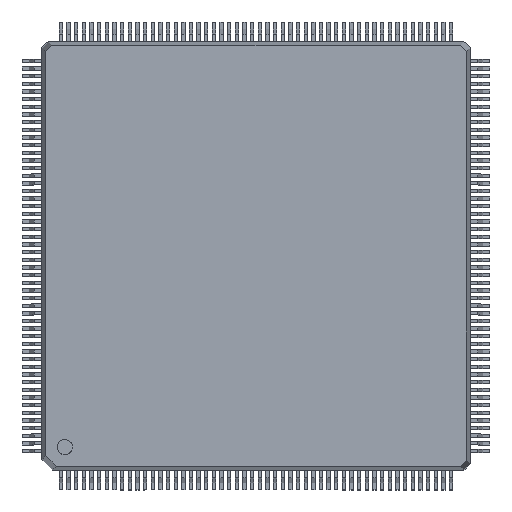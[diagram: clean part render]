
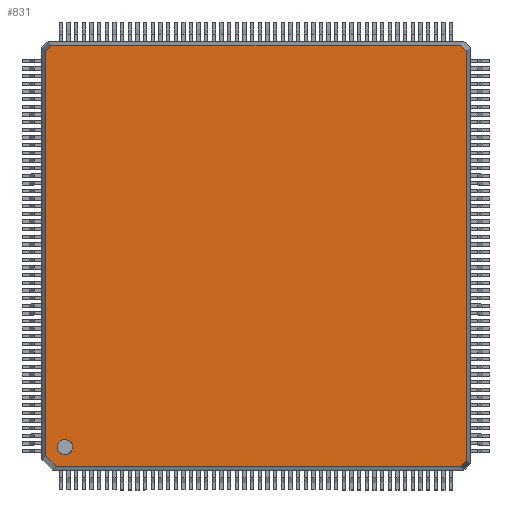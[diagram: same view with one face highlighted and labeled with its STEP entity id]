
A CAD part, top view. The second image highlights one B-rep face of the part: STEP entity #831.
In plain terms, the highlighted free-form (B-spline) face has degree [1, 1] with [2, 2] control points.
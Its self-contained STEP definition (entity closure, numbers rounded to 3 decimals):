
#660 = VERTEX_POINT('',#661);
#661 = CARTESIAN_POINT('',(-13.75,-13.063,4.));
#668 = VERTEX_POINT('',#669);
#669 = CARTESIAN_POINT('',(-13.75,13.357,4.));
#674 = EDGE_CURVE('',#660,#668,#675,.T.);
#675 = B_SPLINE_CURVE_WITH_KNOTS('',1,(#676,#677),.UNSPECIFIED.,.F.,.F.,
  (2,2),(0.,26.9),.PIECEWISE_BEZIER_KNOTS.);
#676 = CARTESIAN_POINT('',(-13.75,-13.063,4.));
#677 = CARTESIAN_POINT('',(-13.75,13.357,4.));
#690 = VERTEX_POINT('',#691);
#691 = CARTESIAN_POINT('',(-13.357,13.75,4.));
#696 = EDGE_CURVE('',#668,#690,#697,.T.);
#697 = B_SPLINE_CURVE_WITH_KNOTS('',1,(#698,#699),.UNSPECIFIED.,.F.,.F.,
  (2,2),(2.,3.),.PIECEWISE_BEZIER_KNOTS.);
#698 = CARTESIAN_POINT('',(-13.75,13.357,4.));
#699 = CARTESIAN_POINT('',(-13.357,13.75,4.));
#712 = VERTEX_POINT('',#713);
#713 = CARTESIAN_POINT('',(13.357,13.75,4.));
#718 = EDGE_CURVE('',#690,#712,#719,.T.);
#719 = B_SPLINE_CURVE_WITH_KNOTS('',1,(#720,#721),.UNSPECIFIED.,.F.,.F.,
  (2,2),(0.,27.2),.PIECEWISE_BEZIER_KNOTS.);
#720 = CARTESIAN_POINT('',(-13.357,13.75,4.));
#721 = CARTESIAN_POINT('',(13.357,13.75,4.));
#734 = VERTEX_POINT('',#735);
#735 = CARTESIAN_POINT('',(13.75,13.357,4.));
#740 = EDGE_CURVE('',#712,#734,#741,.T.);
#741 = B_SPLINE_CURVE_WITH_KNOTS('',1,(#742,#743),.UNSPECIFIED.,.F.,.F.,
  (2,2),(4.,5.),.PIECEWISE_BEZIER_KNOTS.);
#742 = CARTESIAN_POINT('',(13.357,13.75,4.));
#743 = CARTESIAN_POINT('',(13.75,13.357,4.));
#756 = VERTEX_POINT('',#757);
#757 = CARTESIAN_POINT('',(13.75,-13.357,4.));
#762 = EDGE_CURVE('',#734,#756,#763,.T.);
#763 = B_SPLINE_CURVE_WITH_KNOTS('',1,(#764,#765),.UNSPECIFIED.,.F.,.F.,
  (2,2),(0.,27.2),.PIECEWISE_BEZIER_KNOTS.);
#764 = CARTESIAN_POINT('',(13.75,13.357,4.));
#765 = CARTESIAN_POINT('',(13.75,-13.357,4.));
#778 = VERTEX_POINT('',#779);
#779 = CARTESIAN_POINT('',(13.357,-13.75,4.));
#784 = EDGE_CURVE('',#756,#778,#785,.T.);
#785 = B_SPLINE_CURVE_WITH_KNOTS('',1,(#786,#787),.UNSPECIFIED.,.F.,.F.,
  (2,2),(6.,7.),.PIECEWISE_BEZIER_KNOTS.);
#786 = CARTESIAN_POINT('',(13.75,-13.357,4.));
#787 = CARTESIAN_POINT('',(13.357,-13.75,4.));
#800 = VERTEX_POINT('',#801);
#801 = CARTESIAN_POINT('',(-13.063,-13.75,4.));
#806 = EDGE_CURVE('',#778,#800,#807,.T.);
#807 = B_SPLINE_CURVE_WITH_KNOTS('',1,(#808,#809),.UNSPECIFIED.,.F.,.F.,
  (2,2),(0.,26.9),.PIECEWISE_BEZIER_KNOTS.);
#808 = CARTESIAN_POINT('',(13.357,-13.75,4.));
#809 = CARTESIAN_POINT('',(-13.063,-13.75,4.));
#822 = EDGE_CURVE('',#800,#660,#823,.T.);
#823 = B_SPLINE_CURVE_WITH_KNOTS('',1,(#824,#825),.UNSPECIFIED.,.F.,.F.,
  (2,2),(0.,1.),.PIECEWISE_BEZIER_KNOTS.);
#824 = CARTESIAN_POINT('',(-13.063,-13.75,4.));
#825 = CARTESIAN_POINT('',(-13.75,-13.063,4.));
#831 = ADVANCED_FACE('',(#832,#842),#903,.F.);
#832 = FACE_BOUND('',#833,.F.);
#833 = EDGE_LOOP('',(#834,#835,#836,#837,#838,#839,#840,#841));
#834 = ORIENTED_EDGE('',*,*,#822,.T.);
#835 = ORIENTED_EDGE('',*,*,#674,.T.);
#836 = ORIENTED_EDGE('',*,*,#696,.T.);
#837 = ORIENTED_EDGE('',*,*,#718,.T.);
#838 = ORIENTED_EDGE('',*,*,#740,.T.);
#839 = ORIENTED_EDGE('',*,*,#762,.T.);
#840 = ORIENTED_EDGE('',*,*,#784,.T.);
#841 = ORIENTED_EDGE('',*,*,#806,.T.);
#842 = FACE_BOUND('',#843,.F.);
#843 = EDGE_LOOP('',(#844,#874));
#844 = ORIENTED_EDGE('',*,*,#845,.T.);
#845 = EDGE_CURVE('',#846,#848,#850,.T.);
#846 = VERTEX_POINT('',#847);
#847 = CARTESIAN_POINT('',(-12.,-12.5,4.));
#848 = VERTEX_POINT('',#849);
#849 = CARTESIAN_POINT('',(-12.974,-12.658,4.));
#850 = B_SPLINE_CURVE_WITH_KNOTS('',8,(#851,#852,#853,#854,#855,#856,
    #857,#858,#859,#860,#861,#862,#863,#864,#865,#866,#867,#868,#869,
    #870,#871,#872,#873),.UNSPECIFIED.,.F.,.F.,(9,7,7,9),(0.,
    0.475,0.74,1.),.UNSPECIFIED.);
#851 = CARTESIAN_POINT('',(-12.,-12.5,4.));
#852 = CARTESIAN_POINT('',(-12.,-12.397,4.));
#853 = CARTESIAN_POINT('',(-12.024,-12.294,4.));
#854 = CARTESIAN_POINT('',(-12.073,-12.198,4.));
#855 = CARTESIAN_POINT('',(-12.143,-12.115,4.));
#856 = CARTESIAN_POINT('',(-12.231,-12.051,4.));
#857 = CARTESIAN_POINT('',(-12.331,-12.01,4.));
#858 = CARTESIAN_POINT('',(-12.435,-11.994,4.));
#859 = CARTESIAN_POINT('',(-12.595,-12.006,4.));
#860 = CARTESIAN_POINT('',(-12.651,-12.018,4.));
#861 = CARTESIAN_POINT('',(-12.706,-12.037,4.));
#862 = CARTESIAN_POINT('',(-12.758,-12.063,4.));
#863 = CARTESIAN_POINT('',(-12.807,-12.096,4.));
#864 = CARTESIAN_POINT('',(-12.85,-12.135,4.));
#865 = CARTESIAN_POINT('',(-12.887,-12.179,4.));
#866 = CARTESIAN_POINT('',(-12.95,-12.274,4.));
#867 = CARTESIAN_POINT('',(-12.974,-12.325,4.));
#868 = CARTESIAN_POINT('',(-12.992,-12.379,4.));
#869 = CARTESIAN_POINT('',(-13.003,-12.435,4.));
#870 = CARTESIAN_POINT('',(-13.007,-12.492,4.));
#871 = CARTESIAN_POINT('',(-13.003,-12.549,4.));
#872 = CARTESIAN_POINT('',(-12.992,-12.605,4.));
#873 = CARTESIAN_POINT('',(-12.974,-12.658,4.));
#874 = ORIENTED_EDGE('',*,*,#875,.T.);
#875 = EDGE_CURVE('',#848,#846,#876,.T.);
#876 = B_SPLINE_CURVE_WITH_KNOTS('',7,(#877,#878,#879,#880,#881,#882,
    #883,#884,#885,#886,#887,#888,#889,#890,#891,#892,#893,#894,#895,
    #896,#897,#898,#899,#900,#901,#902),.UNSPECIFIED.,.F.,.F.,(8,6,6,6,8
    ),(0.,0.324,0.619,0.837,1.),
  .UNSPECIFIED.);
#877 = CARTESIAN_POINT('',(-12.974,-12.658,4.));
#878 = CARTESIAN_POINT('',(-12.954,-12.72,4.));
#879 = CARTESIAN_POINT('',(-12.924,-12.779,4.));
#880 = CARTESIAN_POINT('',(-12.885,-12.833,4.));
#881 = CARTESIAN_POINT('',(-12.838,-12.88,4.));
#882 = CARTESIAN_POINT('',(-12.785,-12.92,4.));
#883 = CARTESIAN_POINT('',(-12.726,-12.951,4.));
#884 = CARTESIAN_POINT('',(-12.609,-12.992,4.));
#885 = CARTESIAN_POINT('',(-12.55,-13.003,4.));
#886 = CARTESIAN_POINT('',(-12.49,-13.007,4.));
#887 = CARTESIAN_POINT('',(-12.429,-13.002,4.));
#888 = CARTESIAN_POINT('',(-12.371,-12.989,4.));
#889 = CARTESIAN_POINT('',(-12.314,-12.968,4.));
#890 = CARTESIAN_POINT('',(-12.224,-12.919,4.));
#891 = CARTESIAN_POINT('',(-12.187,-12.894,4.));
#892 = CARTESIAN_POINT('',(-12.153,-12.866,4.));
#893 = CARTESIAN_POINT('',(-12.122,-12.834,4.));
#894 = CARTESIAN_POINT('',(-12.095,-12.799,4.));
#895 = CARTESIAN_POINT('',(-12.072,-12.761,4.));
#896 = CARTESIAN_POINT('',(-12.037,-12.693,4.));
#897 = CARTESIAN_POINT('',(-12.025,-12.662,4.));
#898 = CARTESIAN_POINT('',(-12.015,-12.631,4.));
#899 = CARTESIAN_POINT('',(-12.008,-12.598,4.));
#900 = CARTESIAN_POINT('',(-12.003,-12.566,4.));
#901 = CARTESIAN_POINT('',(-12.,-12.533,4.));
#902 = CARTESIAN_POINT('',(-12.,-12.5,4.));
#903 = B_SPLINE_SURFACE_WITH_KNOTS('',1,1,(
    (#904,#905)
    ,(#906,#907
    )),.UNSPECIFIED.,.F.,.F.,.F.,(2,2),(2,2),(-13.977,
    14.023),(-14.023,13.977),
  .PIECEWISE_BEZIER_KNOTS.);
#904 = CARTESIAN_POINT('',(13.75,-13.75,4.));
#905 = CARTESIAN_POINT('',(13.75,13.75,4.));
#906 = CARTESIAN_POINT('',(-13.75,-13.75,4.));
#907 = CARTESIAN_POINT('',(-13.75,13.75,4.));
